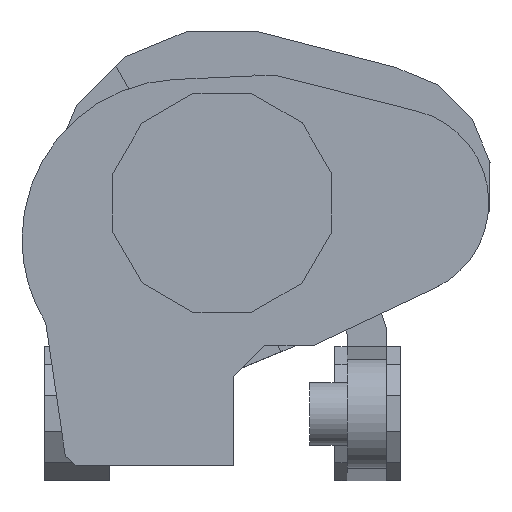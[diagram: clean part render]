
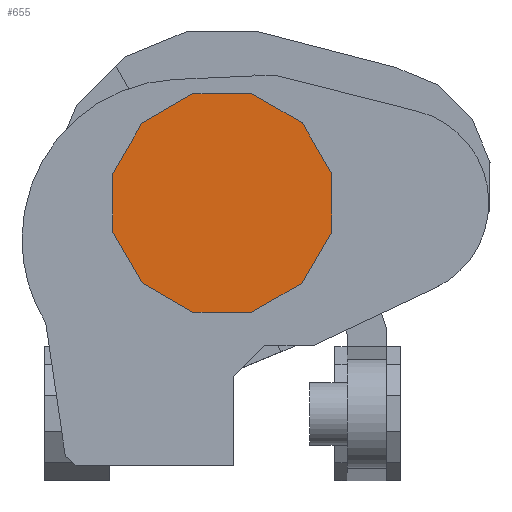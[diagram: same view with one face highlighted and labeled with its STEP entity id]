
A CAD part, left-side view. The second image highlights one B-rep face of the part: STEP entity #655.
In plain terms, the highlighted planar face has unit normal (-1, 0, 0).
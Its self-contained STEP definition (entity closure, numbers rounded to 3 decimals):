
#1 = AXIS2_PLACEMENT_3D ( 'NONE', #3167, #3826, #8414 ) ;
#8 = DIRECTION ( 'NONE',  ( 0., 0., 1. ) ) ;
#248 = VERTEX_POINT ( 'NONE', #6438 ) ;
#251 = VERTEX_POINT ( 'NONE', #5124 ) ;
#442 = VECTOR ( 'NONE', #6602, 1000. ) ;
#625 = CARTESIAN_POINT ( 'NONE',  ( -125.5, -51.244, 1403.756 ) ) ;
#655 = ADVANCED_FACE ( 'NONE', ( #6521 ), #7082, .F. ) ;
#721 = CARTESIAN_POINT ( 'NONE',  ( -125.5, -18.756, 1385. ) ) ;
#849 = CARTESIAN_POINT ( 'NONE',  ( -125.5, -51.244, 1506.244 ) ) ;
#860 = LINE ( 'NONE', #1570, #4125 ) ;
#1051 = ORIENTED_EDGE ( 'NONE', *, *, #3762, .T. ) ;
#1068 = DIRECTION ( 'NONE',  ( 0., 0.866, 0.5 ) ) ;
#1152 = ORIENTED_EDGE ( 'NONE', *, *, #8020, .T. ) ;
#1153 = DIRECTION ( 'NONE',  ( 0., -0.5, -0.866 ) ) ;
#1189 = EDGE_CURVE ( 'NONE', #5811, #5231, #5464, .T. ) ;
#1258 = VECTOR ( 'NONE', #7286, 1000. ) ;
#1259 = VERTEX_POINT ( 'NONE', #7927 ) ;
#1317 = VERTEX_POINT ( 'NONE', #6706 ) ;
#1373 = ORIENTED_EDGE ( 'NONE', *, *, #6443, .T. ) ;
#1486 = VECTOR ( 'NONE', #4763, 1000. ) ;
#1529 = EDGE_CURVE ( 'NONE', #3110, #251, #2805, .T. ) ;
#1570 = CARTESIAN_POINT ( 'NONE',  ( -125.5, 51.244, 1506.244 ) ) ;
#1865 = EDGE_CURVE ( 'NONE', #1259, #6885, #3001, .T. ) ;
#1887 = DIRECTION ( 'NONE',  ( 0., 0., -1. ) ) ;
#1906 = CARTESIAN_POINT ( 'NONE',  ( -125.5, -51.244, 1403.756 ) ) ;
#1983 = ORIENTED_EDGE ( 'NONE', *, *, #4886, .T. ) ;
#2310 = LINE ( 'NONE', #8255, #7133 ) ;
#2442 = EDGE_LOOP ( 'NONE', ( #7005, #5655, #7617, #1051, #8432, #3625, #5759, #4221, #1152, #1373, #1983, #6080 ) ) ;
#2496 = CARTESIAN_POINT ( 'NONE',  ( -125.5, -70., 1473.756 ) ) ;
#2693 = LINE ( 'NONE', #3015, #6173 ) ;
#2805 = LINE ( 'NONE', #7612, #5666 ) ;
#2992 = LINE ( 'NONE', #1906, #8016 ) ;
#3001 = LINE ( 'NONE', #721, #1258 ) ;
#3013 = VERTEX_POINT ( 'NONE', #5404 ) ;
#3015 = CARTESIAN_POINT ( 'NONE',  ( -125.5, -18.756, 1525. ) ) ;
#3110 = VERTEX_POINT ( 'NONE', #3522 ) ;
#3167 = CARTESIAN_POINT ( 'NONE',  ( -125.5, 0., 0. ) ) ;
#3192 = EDGE_CURVE ( 'NONE', #3013, #8398, #6883, .T. ) ;
#3429 = LINE ( 'NONE', #849, #1486 ) ;
#3487 = VECTOR ( 'NONE', #1887, 1000. ) ;
#3522 = CARTESIAN_POINT ( 'NONE',  ( -125.5, 51.244, 1506.244 ) ) ;
#3547 = DIRECTION ( 'NONE',  ( 0., 0.866, -0.5 ) ) ;
#3625 = ORIENTED_EDGE ( 'NONE', *, *, #7786, .T. ) ;
#3762 = EDGE_CURVE ( 'NONE', #251, #5811, #5207, .T. ) ;
#3786 = CARTESIAN_POINT ( 'NONE',  ( -125.5, 51.244, 1403.756 ) ) ;
#3826 = DIRECTION ( 'NONE',  ( 1., 0., 0. ) ) ;
#4093 = CARTESIAN_POINT ( 'NONE',  ( -125.5, 18.756, 1525. ) ) ;
#4125 = VECTOR ( 'NONE', #3547, 1000. ) ;
#4147 = LINE ( 'NONE', #7883, #442 ) ;
#4221 = ORIENTED_EDGE ( 'NONE', *, *, #5752, .T. ) ;
#4328 = DIRECTION ( 'NONE',  ( 0., 0.5, -0.866 ) ) ;
#4763 = DIRECTION ( 'NONE',  ( 0., 0.5, 0.866 ) ) ;
#4886 = EDGE_CURVE ( 'NONE', #6373, #1317, #3429, .T. ) ;
#4959 = EDGE_CURVE ( 'NONE', #8398, #3110, #860, .T. ) ;
#5124 = CARTESIAN_POINT ( 'NONE',  ( -125.5, 70., 1473.756 ) ) ;
#5133 = CARTESIAN_POINT ( 'NONE',  ( -125.5, 70., 1436.244 ) ) ;
#5207 = LINE ( 'NONE', #5133, #3487 ) ;
#5231 = VERTEX_POINT ( 'NONE', #3786 ) ;
#5264 = VECTOR ( 'NONE', #1153, 1000. ) ;
#5404 = CARTESIAN_POINT ( 'NONE',  ( -125.5, -18.756, 1525. ) ) ;
#5464 = LINE ( 'NONE', #6374, #5264 ) ;
#5561 = EDGE_CURVE ( 'NONE', #1317, #3013, #2693, .T. ) ;
#5637 = DIRECTION ( 'NONE',  ( 0., -0.5, 0.866 ) ) ;
#5655 = ORIENTED_EDGE ( 'NONE', *, *, #4959, .T. ) ;
#5666 = VECTOR ( 'NONE', #4328, 1000. ) ;
#5734 = CARTESIAN_POINT ( 'NONE',  ( -125.5, -18.756, 1385. ) ) ;
#5736 = VECTOR ( 'NONE', #8, 1000. ) ;
#5752 = EDGE_CURVE ( 'NONE', #6885, #7036, #2992, .T. ) ;
#5759 = ORIENTED_EDGE ( 'NONE', *, *, #1865, .T. ) ;
#5811 = VERTEX_POINT ( 'NONE', #8485 ) ;
#5813 = DIRECTION ( 'NONE',  ( 0., -0.866, 0.5 ) ) ;
#5892 = CARTESIAN_POINT ( 'NONE',  ( -125.5, -70., 1473.756 ) ) ;
#5950 = LINE ( 'NONE', #5892, #5736 ) ;
#6080 = ORIENTED_EDGE ( 'NONE', *, *, #5561, .T. ) ;
#6173 = VECTOR ( 'NONE', #1068, 1000. ) ;
#6233 = CARTESIAN_POINT ( 'NONE',  ( -125.5, 18.756, 1525. ) ) ;
#6373 = VERTEX_POINT ( 'NONE', #2496 ) ;
#6374 = CARTESIAN_POINT ( 'NONE',  ( -125.5, 51.244, 1403.756 ) ) ;
#6438 = CARTESIAN_POINT ( 'NONE',  ( -125.5, -70., 1436.244 ) ) ;
#6443 = EDGE_CURVE ( 'NONE', #248, #6373, #5950, .T. ) ;
#6470 = VECTOR ( 'NONE', #6905, 1000. ) ;
#6521 = FACE_OUTER_BOUND ( 'NONE', #2442, .T. ) ;
#6602 = DIRECTION ( 'NONE',  ( 0., -0.866, -0.5 ) ) ;
#6706 = CARTESIAN_POINT ( 'NONE',  ( -125.5, -51.244, 1506.244 ) ) ;
#6883 = LINE ( 'NONE', #6233, #6470 ) ;
#6885 = VERTEX_POINT ( 'NONE', #5734 ) ;
#6905 = DIRECTION ( 'NONE',  ( 0., 1., 0. ) ) ;
#7005 = ORIENTED_EDGE ( 'NONE', *, *, #3192, .T. ) ;
#7036 = VERTEX_POINT ( 'NONE', #625 ) ;
#7082 = PLANE ( 'NONE',  #1 ) ;
#7133 = VECTOR ( 'NONE', #5637, 1000. ) ;
#7286 = DIRECTION ( 'NONE',  ( 0., -1., 0. ) ) ;
#7612 = CARTESIAN_POINT ( 'NONE',  ( -125.5, 70., 1473.756 ) ) ;
#7617 = ORIENTED_EDGE ( 'NONE', *, *, #1529, .T. ) ;
#7786 = EDGE_CURVE ( 'NONE', #5231, #1259, #4147, .T. ) ;
#7883 = CARTESIAN_POINT ( 'NONE',  ( -125.5, 18.756, 1385. ) ) ;
#7927 = CARTESIAN_POINT ( 'NONE',  ( -125.5, 18.756, 1385. ) ) ;
#8016 = VECTOR ( 'NONE', #5813, 1000. ) ;
#8020 = EDGE_CURVE ( 'NONE', #7036, #248, #2310, .T. ) ;
#8255 = CARTESIAN_POINT ( 'NONE',  ( -125.5, -70., 1436.244 ) ) ;
#8398 = VERTEX_POINT ( 'NONE', #4093 ) ;
#8414 = DIRECTION ( 'NONE',  ( 0., 1., 0. ) ) ;
#8432 = ORIENTED_EDGE ( 'NONE', *, *, #1189, .T. ) ;
#8485 = CARTESIAN_POINT ( 'NONE',  ( -125.5, 70., 1436.244 ) ) ;
